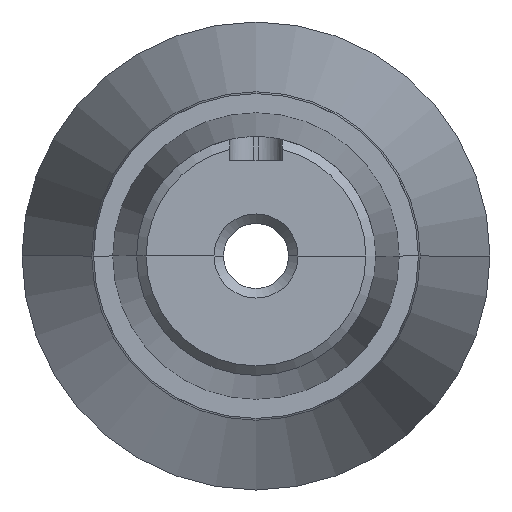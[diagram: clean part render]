
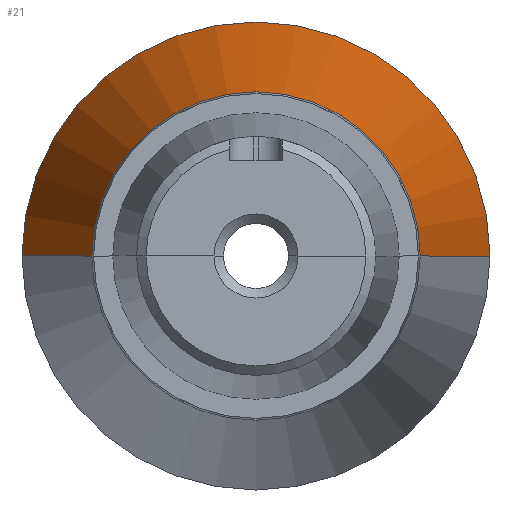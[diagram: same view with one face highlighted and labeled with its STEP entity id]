
A CAD part, left-side view. The second image highlights one B-rep face of the part: STEP entity #21.
In plain terms, the highlighted free-form (B-spline) face has degree [2, 1] with [5, 2] control points.
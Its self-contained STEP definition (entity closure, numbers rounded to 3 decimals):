
#21=ADVANCED_FACE('',(#65),#626,.T.);
#65=FACE_OUTER_BOUND('',#109,.T.);
#109=EDGE_LOOP('',(#175,#176,#177,#178));
#175=ORIENTED_EDGE('',*,*,#398,.T.);
#176=ORIENTED_EDGE('',*,*,#357,.F.);
#177=ORIENTED_EDGE('',*,*,#359,.F.);
#178=ORIENTED_EDGE('',*,*,#394,.T.);
#357=EDGE_CURVE('',#588,#608,#438,.T.);
#359=EDGE_CURVE('',#589,#588,#526,.T.);
#394=EDGE_CURVE('',#589,#607,#456,.T.);
#398=EDGE_CURVE('',#607,#608,#544,.T.);
#438=TRIMMED_CURVE($,#481,(#1268),(#1269),.T.,.CARTESIAN.);
#456=TRIMMED_CURVE($,#499,(#1379),(#1380),.T.,.CARTESIAN.);
#481=CIRCLE('',#721,24.5);
#499=CIRCLE('',#739,17.193);
#526=B_SPLINE_CURVE_WITH_KNOTS('',1,(#1273,#1274),.UNSPECIFIED.,.F.,.F.,
(2,2),(1342.091,1364.651),.UNSPECIFIED.);
#544=B_SPLINE_CURVE_WITH_KNOTS('',1,(#1389,#1390),.UNSPECIFIED.,.F.,.F.,
(2,2),(1342.091,1364.651),.UNSPECIFIED.);
#588=VERTEX_POINT('',#1159);
#589=VERTEX_POINT('',#1160);
#607=VERTEX_POINT('',#1178);
#608=VERTEX_POINT('',#1179);
#626=(
BOUNDED_SURFACE()
B_SPLINE_SURFACE(2,1,((#887,#888),(#889,#890),(#891,#892),(#893,#894),(#895,
#896)),.UNSPECIFIED.,.F.,.F.,.F.)
B_SPLINE_SURFACE_WITH_KNOTS((3,2,3),(2,2),(0.,38.485,76.969),
(1342.091,1364.651),.UNSPECIFIED.)
GEOMETRIC_REPRESENTATION_ITEM()
RATIONAL_B_SPLINE_SURFACE(((1.,1.),(0.707,0.707),
(1.,1.),(0.707,0.707),(1.,1.)))
REPRESENTATION_ITEM('')
SURFACE()
);
#721=AXIS2_PLACEMENT_3D($,#1267,#798,#799);
#739=AXIS2_PLACEMENT_3D($,#1378,#834,#835);
#798=DIRECTION('',(1.,0.,0.));
#799=DIRECTION('',(0.,1.,0.));
#834=DIRECTION('',(1.,0.,0.));
#835=DIRECTION('',(0.,1.,0.));
#887=CARTESIAN_POINT('',(57.883,17.193,0.));
#888=CARTESIAN_POINT('',(92.2,24.5,0.));
#889=CARTESIAN_POINT('',(57.883,17.193,17.193));
#890=CARTESIAN_POINT('',(92.2,24.5,24.5));
#891=CARTESIAN_POINT('',(57.883,0.,17.193));
#892=CARTESIAN_POINT('',(92.2,0.,24.5));
#893=CARTESIAN_POINT('',(57.883,-17.193,17.193));
#894=CARTESIAN_POINT('',(92.2,-24.5,24.5));
#895=CARTESIAN_POINT('',(57.883,-17.193,0.));
#896=CARTESIAN_POINT('',(92.2,-24.5,0.));
#1159=CARTESIAN_POINT('',(92.2,24.5,0.));
#1160=CARTESIAN_POINT('',(57.883,17.193,0.));
#1178=CARTESIAN_POINT('',(57.883,-17.193,0.));
#1179=CARTESIAN_POINT('',(92.2,-24.5,0.));
#1267=CARTESIAN_POINT('',(92.2,0.,0.));
#1268=CARTESIAN_POINT('',(92.2,24.5,0.));
#1269=CARTESIAN_POINT('',(92.2,-24.5,0.));
#1273=CARTESIAN_POINT('',(57.883,17.193,0.));
#1274=CARTESIAN_POINT('',(92.2,24.5,0.));
#1378=CARTESIAN_POINT('',(57.883,0.,0.));
#1379=CARTESIAN_POINT('',(57.883,17.193,0.));
#1380=CARTESIAN_POINT('',(57.883,-17.193,0.));
#1389=CARTESIAN_POINT('',(57.883,-17.193,0.));
#1390=CARTESIAN_POINT('',(92.2,-24.5,0.));
